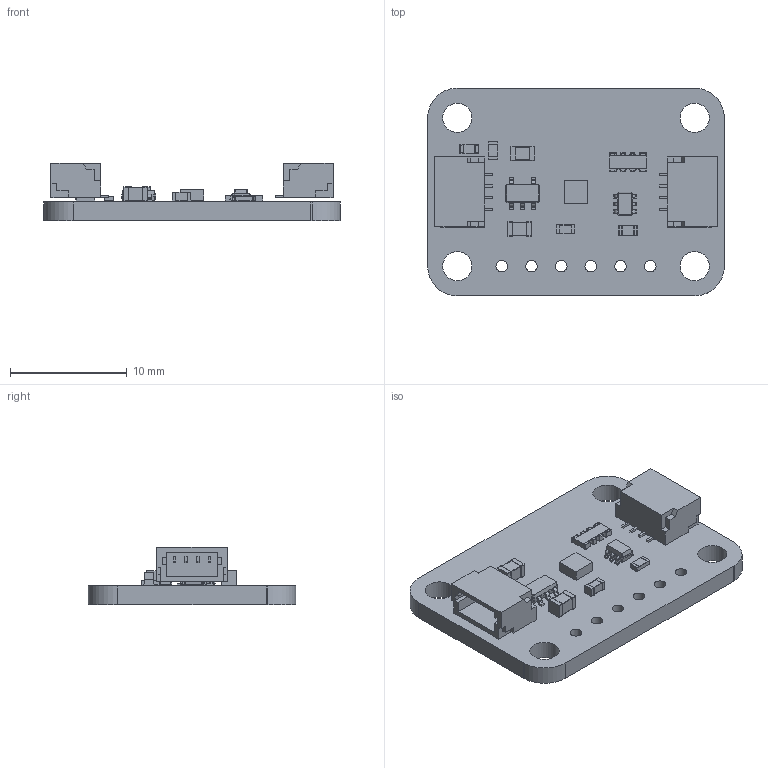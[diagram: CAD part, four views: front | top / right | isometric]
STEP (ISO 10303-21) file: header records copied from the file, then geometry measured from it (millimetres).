
FILE_DESCRIPTION(('KiCad electronic assembly'),'2;1');
FILE_NAME('Adafruit_LTR390.step','2024-12-13T23:11:56',('Pcbnew'),( 'Kicad'),'Open CASCADE STEP processor 7.8','KiCad to STEP converter' ,'Unknown');
FILE_SCHEMA(('AUTOMOTIVE_DESIGN { 1 0 10303 214 1 1 1 1 }'));
Length unit declared in the file: millimetre
Products named in the file (20): Adafruit_LTR390 1; R_Array_Convex_4x0603; C_0805_2012Metric; TSOT-23-5; TSOT_23_5; SM04B-SRSS-TB; SM04B-SRSS; R_0603_1608Metric; LTR-390UV-01; ASSEMBLY; LED_0603_1608Metric; C_0603_1608Metric; SOT-363_SC-70-6; SOT_363_SC_70_6; Adafruit_LTR390_PCB
Assembly tree (22 placements, depth 3):
  Adafruit_LTR390 1
    R_Array_Convex_4x0603
      R_Array_Convex_4x0603
    C_0805_2012Metric  x2
      C_0805_2012Metric
    TSOT-23-5
      TSOT_23_5
    SM04B-SRSS-TB  x2
      SM04B-SRSS
    R_0603_1608Metric  x2
      R_0603_1608Metric
    LTR-390UV-01
      ASSEMBLY
    LED_0603_1608Metric
      LED_0603_1608Metric
    C_0603_1608Metric
      C_0603_1608Metric
    SOT-363_SC-70-6
      SOT_363_SC_70_6
    Adafruit_LTR390_PCB
Bounding box: 25.4 x 17.78 x 4.91 mm (x, y, z)
Volume: 783.8 mm3; surface area: 1497.9 mm2
Topology: 19 solids, 19 shells, 862 faces, 2311 edges, 1504 vertices
Faces by surface type: plane 615, cylinder 188, bspline 59
Full cylindrical faces by diameter (mm): 1 x6, 2.5 x4
Entity records: 27119 total; most frequent: CARTESIAN_POINT 4160, ORIENTED_EDGE 3854, DIRECTION 3571, EDGE_CURVE 1927, LINE 1521, VECTOR 1521, VERTEX_POINT 1250, AXIS2_PLACEMENT_3D 1025
